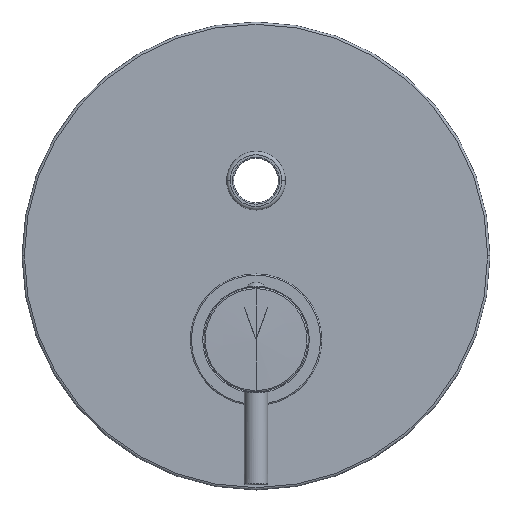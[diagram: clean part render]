
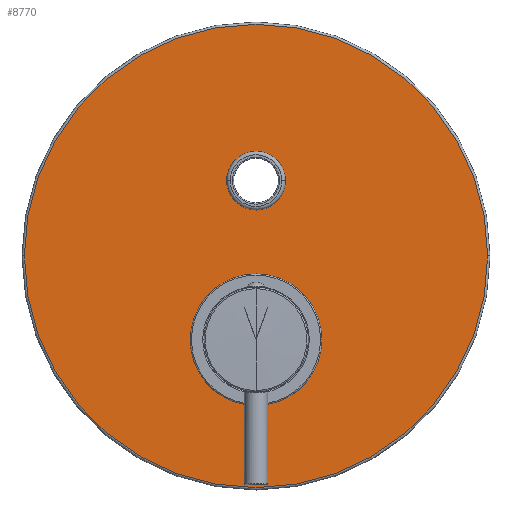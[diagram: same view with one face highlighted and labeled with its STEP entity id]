
A CAD part, top view. The second image highlights one B-rep face of the part: STEP entity #8770.
In plain terms, the highlighted planar face has unit normal (0, 0, 1).
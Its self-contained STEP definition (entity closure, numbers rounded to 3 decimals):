
#7924=CARTESIAN_POINT('',(0.,35.8,-4.));
#7925=DIRECTION('',(0.,0.,1.));
#7926=DIRECTION('',(1.,0.,0.));
#7927=AXIS2_PLACEMENT_3D('',#7924,#7925,#7926);
#7929=CARTESIAN_POINT('',(0.,35.8,-4.));
#7930=DIRECTION('',(0.,0.,1.));
#7931=DIRECTION('',(-1.,0.,0.));
#7932=AXIS2_PLACEMENT_3D('',#7929,#7930,#7931);
#7934=CARTESIAN_POINT('',(0.,68.,-4.));
#7935=DIRECTION('',(0.,0.,-1.));
#7936=DIRECTION('',(-1.,0.,0.));
#7937=AXIS2_PLACEMENT_3D('',#7934,#7935,#7936);
#7939=CARTESIAN_POINT('',(0.,68.,-4.));
#7940=DIRECTION('',(0.,0.,-1.));
#7941=DIRECTION('',(1.,0.,0.));
#7942=AXIS2_PLACEMENT_3D('',#7939,#7940,#7941);
#7944=CARTESIAN_POINT('',(0.,0.,-4.));
#7945=DIRECTION('',(0.,0.,-1.));
#7946=DIRECTION('',(-1.,0.,0.));
#7947=AXIS2_PLACEMENT_3D('',#7944,#7945,#7946);
#7949=CARTESIAN_POINT('',(0.,0.,-4.));
#7950=DIRECTION('',(0.,0.,-1.));
#7951=DIRECTION('',(1.,0.,0.));
#7952=AXIS2_PLACEMENT_3D('',#7949,#7950,#7951);
#8473=CARTESIAN_POINT('',(99.,35.8,-4.));
#8474=CARTESIAN_POINT('',(-99.,35.8,-4.));
#8475=VERTEX_POINT('',#8473);
#8476=VERTEX_POINT('',#8474);
#8537=CARTESIAN_POINT('',(-12.55,68.,-4.));
#8538=CARTESIAN_POINT('',(12.55,68.,-4.));
#8539=VERTEX_POINT('',#8537);
#8540=VERTEX_POINT('',#8538);
#8593=CARTESIAN_POINT('',(-27.6,0.,-4.));
#8594=CARTESIAN_POINT('',(27.6,0.,-4.));
#8595=VERTEX_POINT('',#8593);
#8596=VERTEX_POINT('',#8594);
#8748=CARTESIAN_POINT('',(0.,35.8,-4.));
#8749=DIRECTION('',(0.,0.,-1.));
#8750=DIRECTION('',(-1.,0.,0.));
#8751=AXIS2_PLACEMENT_3D('',#8748,#8749,#8750);
#8752=PLANE('',#8751);
#8754=ORIENTED_EDGE('',*,*,#8753,.F.);
#8756=ORIENTED_EDGE('',*,*,#8755,.F.);
#8757=EDGE_LOOP('',(#8754,#8756));
#8758=FACE_OUTER_BOUND('',#8757,.F.);
#8760=ORIENTED_EDGE('',*,*,#8759,.F.);
#8762=ORIENTED_EDGE('',*,*,#8761,.F.);
#8763=EDGE_LOOP('',(#8760,#8762));
#8764=FACE_BOUND('',#8763,.F.);
#8766=ORIENTED_EDGE('',*,*,#8765,.F.);
#8767=ORIENTED_EDGE('',*,*,#8731,.F.);
#8768=EDGE_LOOP('',(#8766,#8767));
#8769=FACE_BOUND('',#8768,.F.);
#8770=ADVANCED_FACE('',(#8758,#8764,#8769),#8752,.F.);
#7928=CIRCLE('',#7927,99.);
#7933=CIRCLE('',#7932,99.);
#7938=CIRCLE('',#7937,12.55);
#7943=CIRCLE('',#7942,12.55);
#7948=CIRCLE('',#7947,27.6);
#7953=CIRCLE('',#7952,27.6);
#8731=EDGE_CURVE('',#8596,#8595,#7953,.T.);
#8753=EDGE_CURVE('',#8475,#8476,#7928,.T.);
#8755=EDGE_CURVE('',#8476,#8475,#7933,.T.);
#8759=EDGE_CURVE('',#8539,#8540,#7938,.T.);
#8761=EDGE_CURVE('',#8540,#8539,#7943,.T.);
#8765=EDGE_CURVE('',#8595,#8596,#7948,.T.);
